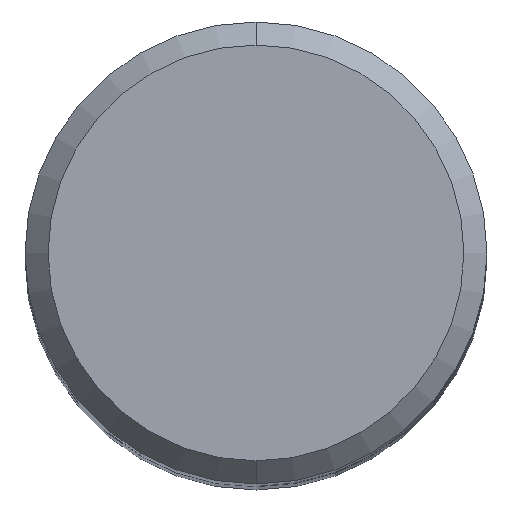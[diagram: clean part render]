
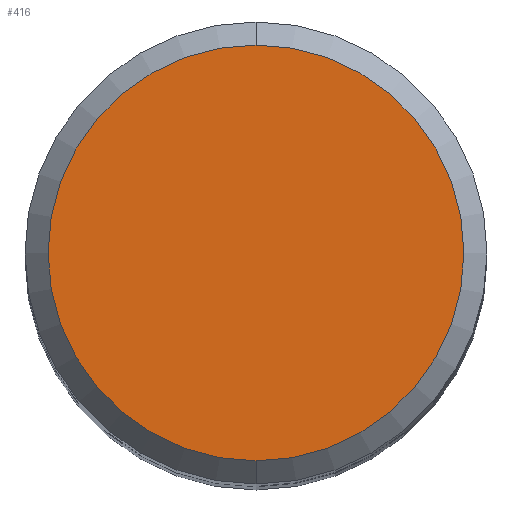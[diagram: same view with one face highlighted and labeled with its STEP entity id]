
A CAD part, top view. The second image highlights one B-rep face of the part: STEP entity #416.
In plain terms, the highlighted planar face has unit normal (0, 0, 1).
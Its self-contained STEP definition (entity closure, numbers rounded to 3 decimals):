
#232=VERTEX_POINT('',#515);
#344=EDGE_CURVE('',#374,#232,#639,.T.);
#372=EDGE_CURVE('',#232,#374,#672,.T.);
#374=VERTEX_POINT('',#674);
#416=ADVANCED_FACE('',(#719),#720,.T.);
#515=CARTESIAN_POINT('',(0.,-9.0,0.0));
#639=CIRCLE('',#1313,9.0);
#672=CIRCLE('',#1378,9.0);
#674=CARTESIAN_POINT('',(0.0,9.0,0.0));
#719=FACE_OUTER_BOUND('',#1478,.T.);
#720=PLANE('',#1479);
#1313=AXIS2_PLACEMENT_3D('',#1707,#1708,#1709);
#1378=AXIS2_PLACEMENT_3D('',#1754,#1755,#1756);
#1478=EDGE_LOOP('',(#1792,#1793));
#1479=AXIS2_PLACEMENT_3D('',#1794,#1795,#1796);
#1707=CARTESIAN_POINT('',(0.0,0.0,0.0));
#1708=DIRECTION('',(0.0,0.0,-1.0));
#1709=DIRECTION('',(0.0,1.0,0.0));
#1754=CARTESIAN_POINT('',(0.0,0.0,0.0));
#1755=DIRECTION('',(0.0,0.0,-1.0));
#1756=DIRECTION('',(0.0,1.0,0.0));
#1792=ORIENTED_EDGE('',*,*,#344,.F.);
#1793=ORIENTED_EDGE('',*,*,#372,.F.);
#1794=CARTESIAN_POINT('',(0.0,4.5,0.0));
#1795=DIRECTION('',(-0.0,0.0,1.0));
#1796=DIRECTION('',(0.0,-1.0,0.0));
